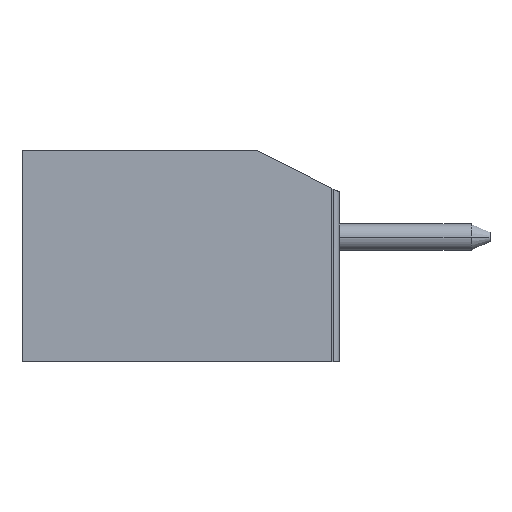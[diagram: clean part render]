
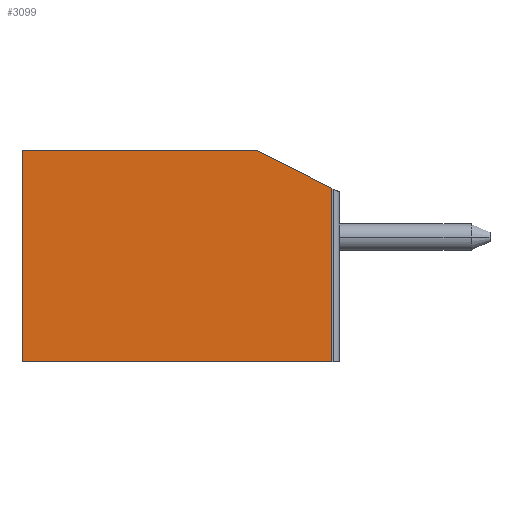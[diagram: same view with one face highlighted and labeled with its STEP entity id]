
A CAD part, left-side view. The second image highlights one B-rep face of the part: STEP entity #3099.
In plain terms, the highlighted planar face has unit normal (-1, 0, 0).
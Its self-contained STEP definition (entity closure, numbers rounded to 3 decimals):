
#5=DIRECTION('',(0.,0.,1.));
#6=VECTOR('',#5,4.6);
#7=CARTESIAN_POINT('',(-9.03,0.,-2.8));
#8=LINE('',#7,#6);
#665=DIRECTION('',(0.,0.894,0.447));
#666=VECTOR('',#665,2.236);
#667=CARTESIAN_POINT('',(-9.03,0.,1.8));
#668=LINE('',#667,#666);
#669=DIRECTION('',(0.,1.,0.));
#670=VECTOR('',#669,8.2);
#671=CARTESIAN_POINT('',(-9.03,0.,-2.8));
#672=LINE('',#671,#670);
#693=DIRECTION('',(0.,0.,1.));
#694=VECTOR('',#693,5.6);
#695=CARTESIAN_POINT('',(-9.03,8.2,-2.8));
#696=LINE('',#695,#694);
#1341=DIRECTION('',(0.,1.,0.));
#1342=VECTOR('',#1341,6.2);
#1343=CARTESIAN_POINT('',(-9.03,2.,2.8));
#1344=LINE('',#1343,#1342);
#1785=CARTESIAN_POINT('',(-9.03,8.2,-2.8));
#1786=CARTESIAN_POINT('',(-9.03,8.2,2.8));
#1787=VERTEX_POINT('',#1785);
#1788=VERTEX_POINT('',#1786);
#1793=CARTESIAN_POINT('',(-9.03,0.,-2.8));
#1794=VERTEX_POINT('',#1793);
#1857=CARTESIAN_POINT('',(-9.03,0.,1.8));
#1858=CARTESIAN_POINT('',(-9.03,2.,2.8));
#1859=VERTEX_POINT('',#1857);
#1860=VERTEX_POINT('',#1858);
#3085=CARTESIAN_POINT('',(-9.03,0.,-2.8));
#3086=DIRECTION('',(-1.,0.,0.));
#3087=DIRECTION('',(0.,0.,1.));
#3088=AXIS2_PLACEMENT_3D('',#3085,#3086,#3087);
#3089=PLANE('',#3088);
#3090=ORIENTED_EDGE('',*,*,#2631,.F.);
#3091=ORIENTED_EDGE('',*,*,#2288,.F.);
#3092=ORIENTED_EDGE('',*,*,#2459,.T.);
#3094=ORIENTED_EDGE('',*,*,#3093,.T.);
#3096=ORIENTED_EDGE('',*,*,#3095,.F.);
#3097=EDGE_LOOP('',(#3090,#3091,#3092,#3094,#3096));
#3098=FACE_OUTER_BOUND('',#3097,.F.);
#2288=EDGE_CURVE('',#1794,#1859,#8,.T.);
#2459=EDGE_CURVE('',#1794,#1787,#672,.T.);
#2631=EDGE_CURVE('',#1859,#1860,#668,.T.);
#3093=EDGE_CURVE('',#1787,#1788,#696,.T.);
#3095=EDGE_CURVE('',#1860,#1788,#1344,.T.);
#3099=ADVANCED_FACE('',(#3098),#3089,.T.);
